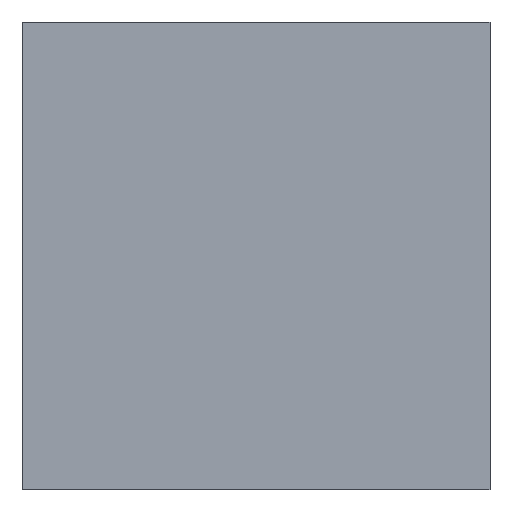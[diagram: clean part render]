
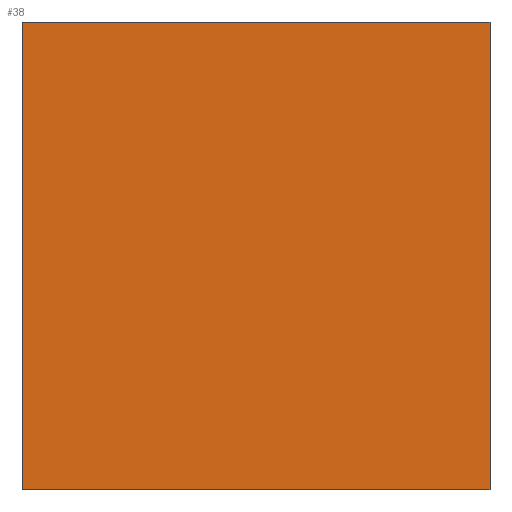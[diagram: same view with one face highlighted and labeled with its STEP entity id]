
A CAD part, left-side view. The second image highlights one B-rep face of the part: STEP entity #38.
In plain terms, the highlighted planar face has unit normal (-1, 0, 0).
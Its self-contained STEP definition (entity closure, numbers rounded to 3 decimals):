
#5 = ORIENTED_EDGE ( 'NONE', *, *, #158, .T. ) ;
#12 = PLANE ( 'NONE',  #52 ) ;
#15 = DIRECTION ( 'NONE',  ( 0., -1., 0. ) ) ;
#26 = VECTOR ( 'NONE', #233, 1000. ) ;
#30 = VERTEX_POINT ( 'NONE', #174 ) ;
#36 = CARTESIAN_POINT ( 'NONE',  ( 57.546, 28.439, 12.5 ) ) ;
#38 = ADVANCED_FACE ( 'NONE', ( #148 ), #12, .F. ) ;
#40 = DIRECTION ( 'NONE',  ( 0., 0., -1. ) ) ;
#41 = VECTOR ( 'NONE', #40, 1000. ) ;
#46 = VECTOR ( 'NONE', #177, 1000. ) ;
#47 = DIRECTION ( 'NONE',  ( 1., 0., 0. ) ) ;
#52 = AXIS2_PLACEMENT_3D ( 'NONE', #227, #47, #132 ) ;
#54 = VERTEX_POINT ( 'NONE', #62 ) ;
#62 = CARTESIAN_POINT ( 'NONE',  ( 57.546, 40.939, 12.5 ) ) ;
#91 = ORIENTED_EDGE ( 'NONE', *, *, #178, .F. ) ;
#123 = VERTEX_POINT ( 'NONE', #216 ) ;
#132 = DIRECTION ( 'NONE',  ( 0., 0., -1. ) ) ;
#133 = LINE ( 'NONE', #36, #46 ) ;
#137 = LINE ( 'NONE', #206, #41 ) ;
#141 = CARTESIAN_POINT ( 'NONE',  ( 57.546, 34.689, 0. ) ) ;
#142 = VECTOR ( 'NONE', #15, 1000. ) ;
#148 = FACE_OUTER_BOUND ( 'NONE', #198, .T. ) ;
#149 = ORIENTED_EDGE ( 'NONE', *, *, #166, .F. ) ;
#150 = VERTEX_POINT ( 'NONE', #182 ) ;
#158 = EDGE_CURVE ( 'NONE', #123, #150, #168, .T. ) ;
#166 = EDGE_CURVE ( 'NONE', #54, #30, #188, .T. ) ;
#168 = LINE ( 'NONE', #141, #26 ) ;
#174 = CARTESIAN_POINT ( 'NONE',  ( 57.546, 28.439, 12.5 ) ) ;
#177 = DIRECTION ( 'NONE',  ( 0., 0., -1. ) ) ;
#178 = EDGE_CURVE ( 'NONE', #30, #150, #133, .T. ) ;
#182 = CARTESIAN_POINT ( 'NONE',  ( 57.546, 28.439, 0. ) ) ;
#188 = LINE ( 'NONE', #202, #142 ) ;
#190 = ORIENTED_EDGE ( 'NONE', *, *, #205, .T. ) ;
#198 = EDGE_LOOP ( 'NONE', ( #5, #91, #149, #190 ) ) ;
#202 = CARTESIAN_POINT ( 'NONE',  ( 57.546, 34.689, 12.5 ) ) ;
#205 = EDGE_CURVE ( 'NONE', #54, #123, #137, .T. ) ;
#206 = CARTESIAN_POINT ( 'NONE',  ( 57.546, 40.939, 12.5 ) ) ;
#216 = CARTESIAN_POINT ( 'NONE',  ( 57.546, 40.939, 0. ) ) ;
#227 = CARTESIAN_POINT ( 'NONE',  ( 57.546, 34.689, 12.5 ) ) ;
#233 = DIRECTION ( 'NONE',  ( 0., -1., 0. ) ) ;
